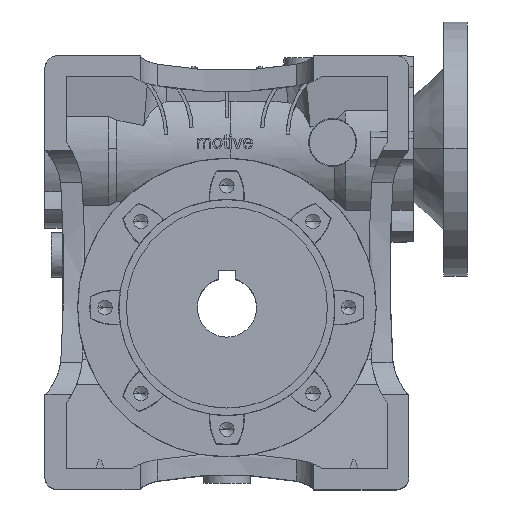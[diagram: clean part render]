
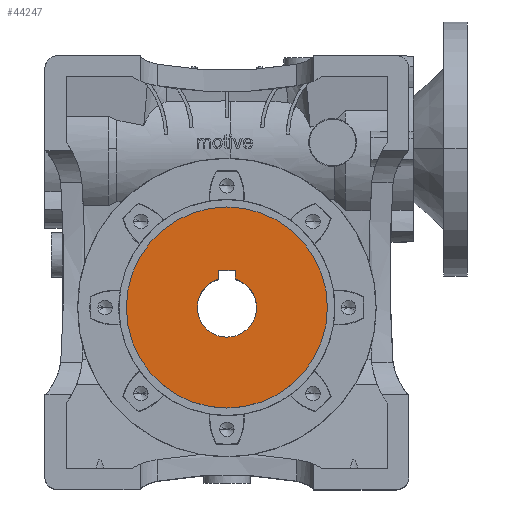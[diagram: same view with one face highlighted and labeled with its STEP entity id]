
A CAD part, top view. The second image highlights one B-rep face of the part: STEP entity #44247.
In plain terms, the highlighted face is planar.
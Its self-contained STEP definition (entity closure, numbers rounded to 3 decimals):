
#620 = EDGE_CURVE ( 'NONE', #32208, #32201, #9458, .T. ) ;
#621 = EDGE_CURVE ( 'NONE', #25933, #26954, #9456, .T. ) ;
#622 = EDGE_CURVE ( 'NONE', #26954, #26705, #9452, .T. ) ;
#623 = EDGE_CURVE ( 'NONE', #26705, #32314, #9460, .T. ) ;
#624 = EDGE_CURVE ( 'NONE', #32310, #25933, #9462, .T. ) ;
#2035 = CARTESIAN_POINT ( 'NONE',  ( 0., 0., -60. ) ) ;
#2036 = DIRECTION ( 'NONE',  ( 0., 0., 1. ) ) ;
#2037 = DIRECTION ( 'NONE',  ( 1., 0., 0. ) ) ;
#4789 = EDGE_CURVE ( 'NONE', #32314, #32311, #17081, .T. ) ;
#4889 = EDGE_CURVE ( 'NONE', #32311, #32310, #17145, .T. ) ;
#4930 = EDGE_CURVE ( 'NONE', #32201, #32208, #17168, .T. ) ;
#7058 = AXIS2_PLACEMENT_3D ( 'NONE', #16721, #16723, #16725 ) ;
#7059 = AXIS2_PLACEMENT_3D ( 'NONE', #16736, #16738, #16740 ) ;
#9452 = LINE ( 'NONE', #16719, #9461 ) ;
#9456 = LINE ( 'NONE', #16703, #9459 ) ;
#9458 = CIRCLE ( 'NONE', #7058, 47.5 ) ;
#9459 = VECTOR ( 'NONE', #16711, 1000. ) ;
#9460 = CIRCLE ( 'NONE', #7059, 14. ) ;
#9461 = VECTOR ( 'NONE', #16728, 1000. ) ;
#9462 = LINE ( 'NONE', #16726, #9464 ) ;
#9464 = VECTOR ( 'NONE', #16716, 1000. ) ;
#14208 = CARTESIAN_POINT ( 'NONE',  ( 4., 17.5, -60. ) ) ;
#14980 = CARTESIAN_POINT ( 'NONE',  ( -4., 13.416, -60. ) ) ;
#15229 = CARTESIAN_POINT ( 'NONE',  ( -4., 17.5, -60. ) ) ;
#16703 = CARTESIAN_POINT ( 'NONE',  ( -4., 17.5, -60. ) ) ;
#16711 = DIRECTION ( 'NONE',  ( -1., 0., 0. ) ) ;
#16716 = DIRECTION ( 'NONE',  ( 0., 1., 0. ) ) ;
#16719 = CARTESIAN_POINT ( 'NONE',  ( -4., 17.5, -60. ) ) ;
#16721 = CARTESIAN_POINT ( 'NONE',  ( 0., 0., -60. ) ) ;
#16723 = DIRECTION ( 'NONE',  ( 0., 0., 1. ) ) ;
#16725 = DIRECTION ( 'NONE',  ( 1., 0., 0. ) ) ;
#16726 = CARTESIAN_POINT ( 'NONE',  ( 4., 17.5, -60. ) ) ;
#16728 = DIRECTION ( 'NONE',  ( 0., -1., 0. ) ) ;
#16736 = CARTESIAN_POINT ( 'NONE',  ( 0., 0., -60. ) ) ;
#16738 = DIRECTION ( 'NONE',  ( 0., 0., 1. ) ) ;
#16740 = DIRECTION ( 'NONE',  ( 1., 0., 0. ) ) ;
#17081 = CIRCLE ( 'NONE', #21342, 14. ) ;
#17145 = CIRCLE ( 'NONE', #21384, 14. ) ;
#17168 = CIRCLE ( 'NONE', #21394, 47.5 ) ;
#19746 = CARTESIAN_POINT ( 'NONE',  ( 0., 0., -60. ) ) ;
#19747 = DIRECTION ( 'NONE',  ( 0., 0., 1. ) ) ;
#19748 = DIRECTION ( 'NONE',  ( 1., 0., 0. ) ) ;
#19841 = CARTESIAN_POINT ( 'NONE',  ( 0., 0., -60. ) ) ;
#19842 = DIRECTION ( 'NONE',  ( 0., 0., 1. ) ) ;
#19843 = DIRECTION ( 'NONE',  ( 1., 0., 0. ) ) ;
#21342 = AXIS2_PLACEMENT_3D ( 'NONE', #2035, #2036, #2037 ) ;
#21384 = AXIS2_PLACEMENT_3D ( 'NONE', #19746, #19747, #19748 ) ;
#21394 = AXIS2_PLACEMENT_3D ( 'NONE', #19841, #19842, #19843 ) ;
#22591 = EDGE_LOOP ( 'NONE', ( #24809, #24810 ) ) ;
#23370 = EDGE_LOOP ( 'NONE', ( #24811, #24812, #24813, #24814, #24815, #24816 ) ) ;
#24809 = ORIENTED_EDGE ( 'NONE', *, *, #4930, .F. ) ;
#24810 = ORIENTED_EDGE ( 'NONE', *, *, #620, .F. ) ;
#24811 = ORIENTED_EDGE ( 'NONE', *, *, #621, .T. ) ;
#24812 = ORIENTED_EDGE ( 'NONE', *, *, #622, .T. ) ;
#24813 = ORIENTED_EDGE ( 'NONE', *, *, #623, .T. ) ;
#24814 = ORIENTED_EDGE ( 'NONE', *, *, #4789, .T. ) ;
#24815 = ORIENTED_EDGE ( 'NONE', *, *, #4889, .T. ) ;
#24816 = ORIENTED_EDGE ( 'NONE', *, *, #624, .T. ) ;
#25933 = VERTEX_POINT ( 'NONE', #14208 ) ;
#26705 = VERTEX_POINT ( 'NONE', #14980 ) ;
#26954 = VERTEX_POINT ( 'NONE', #15229 ) ;
#32201 = VERTEX_POINT ( 'NONE', #40054 ) ;
#32208 = VERTEX_POINT ( 'NONE', #40061 ) ;
#32310 = VERTEX_POINT ( 'NONE', #40163 ) ;
#32311 = VERTEX_POINT ( 'NONE', #40164 ) ;
#32314 = VERTEX_POINT ( 'NONE', #40167 ) ;
#36406 = DIRECTION ( 'NONE',  ( 0., 0., 1. ) ) ;
#36407 = CARTESIAN_POINT ( 'NONE',  ( 0., 47.5, -60. ) ) ;
#36409 = PLANE ( 'NONE',  #51252 ) ;
#36411 = DIRECTION ( 'NONE',  ( 1., 0., 0. ) ) ;
#40054 = CARTESIAN_POINT ( 'NONE',  ( 47.5, 0., -60. ) ) ;
#40061 = CARTESIAN_POINT ( 'NONE',  ( -47.5, 0., -60. ) ) ;
#40163 = CARTESIAN_POINT ( 'NONE',  ( 4., 13.416, -60. ) ) ;
#40164 = CARTESIAN_POINT ( 'NONE',  ( 14., 0., -60. ) ) ;
#40167 = CARTESIAN_POINT ( 'NONE',  ( -14., 0., -60. ) ) ;
#43121 = FACE_BOUND ( 'NONE', #23370, .T. ) ;
#43123 = FACE_OUTER_BOUND ( 'NONE', #22591, .T. ) ;
#44247 = ADVANCED_FACE ( 'NONE', ( #43123, #43121 ), #36409, .F. ) ;
#51252 = AXIS2_PLACEMENT_3D ( 'NONE', #36407, #36406, #36411 ) ;
